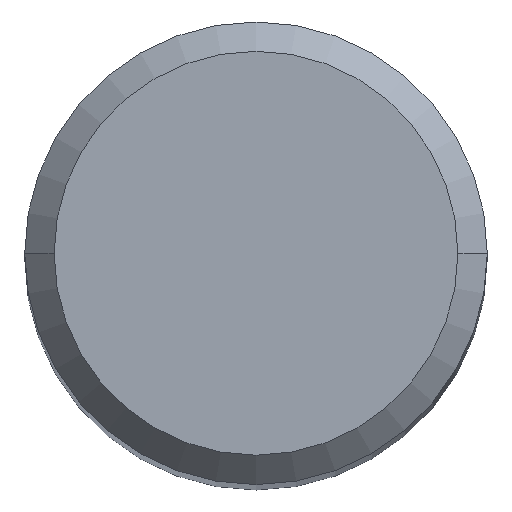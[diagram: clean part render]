
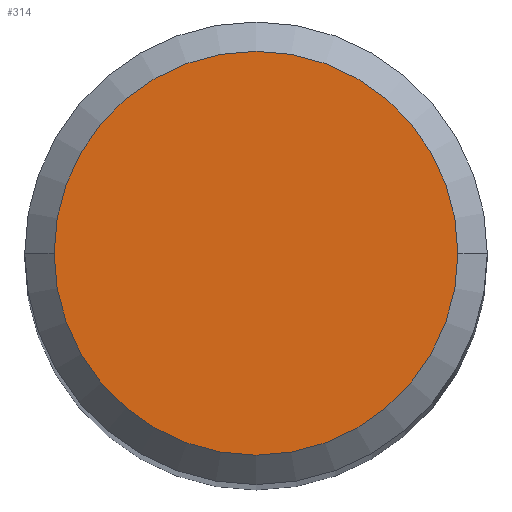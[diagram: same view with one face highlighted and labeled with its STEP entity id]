
A CAD part, top view. The second image highlights one B-rep face of the part: STEP entity #314.
In plain terms, the highlighted planar face has unit normal (0, 0, 1).
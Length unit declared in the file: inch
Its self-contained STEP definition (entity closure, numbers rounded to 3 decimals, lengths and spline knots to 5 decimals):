
#14 = DIRECTION ( 'NONE',  ( 0., 0., 1. ) ) ;
#29 = ORIENTED_EDGE ( 'NONE', *, *, #296, .T. ) ;
#56 = EDGE_LOOP ( 'NONE', ( #29, #321 ) ) ;
#81 = CARTESIAN_POINT ( 'NONE',  ( 0.10311, 0., 2.24409 ) ) ;
#114 = DIRECTION ( 'NONE',  ( 1., 0., 0. ) ) ;
#119 = PLANE ( 'NONE',  #247 ) ;
#144 = CIRCLE ( 'NONE', #217, 0.10311 ) ;
#145 = DIRECTION ( 'NONE',  ( 1., 0., 0. ) ) ;
#146 = VERTEX_POINT ( 'NONE', #81 ) ;
#213 = VERTEX_POINT ( 'NONE', #301 ) ;
#217 = AXIS2_PLACEMENT_3D ( 'NONE', #283, #14, #114 ) ;
#224 = CARTESIAN_POINT ( 'NONE',  ( 0., 0., 2.24409 ) ) ;
#247 = AXIS2_PLACEMENT_3D ( 'NONE', #256, #278, #330 ) ;
#251 = DIRECTION ( 'NONE',  ( 0., 0., 1. ) ) ;
#252 = FACE_OUTER_BOUND ( 'NONE', #56, .T. ) ;
#256 = CARTESIAN_POINT ( 'NONE',  ( 0., 0., 2.24409 ) ) ;
#278 = DIRECTION ( 'NONE',  ( 0., 0., 1. ) ) ;
#279 = EDGE_CURVE ( 'NONE', #146, #213, #144, .T. ) ;
#283 = CARTESIAN_POINT ( 'NONE',  ( 0., 0., 2.24409 ) ) ;
#296 = EDGE_CURVE ( 'NONE', #213, #146, #319, .T. ) ;
#301 = CARTESIAN_POINT ( 'NONE',  ( -0.10311, 0., 2.24409 ) ) ;
#314 = ADVANCED_FACE ( 'NONE', ( #252 ), #119, .T. ) ;
#319 = CIRCLE ( 'NONE', #329, 0.10311 ) ;
#321 = ORIENTED_EDGE ( 'NONE', *, *, #279, .T. ) ;
#329 = AXIS2_PLACEMENT_3D ( 'NONE', #224, #251, #145 ) ;
#330 = DIRECTION ( 'NONE',  ( 1., 0., 0. ) ) ;
